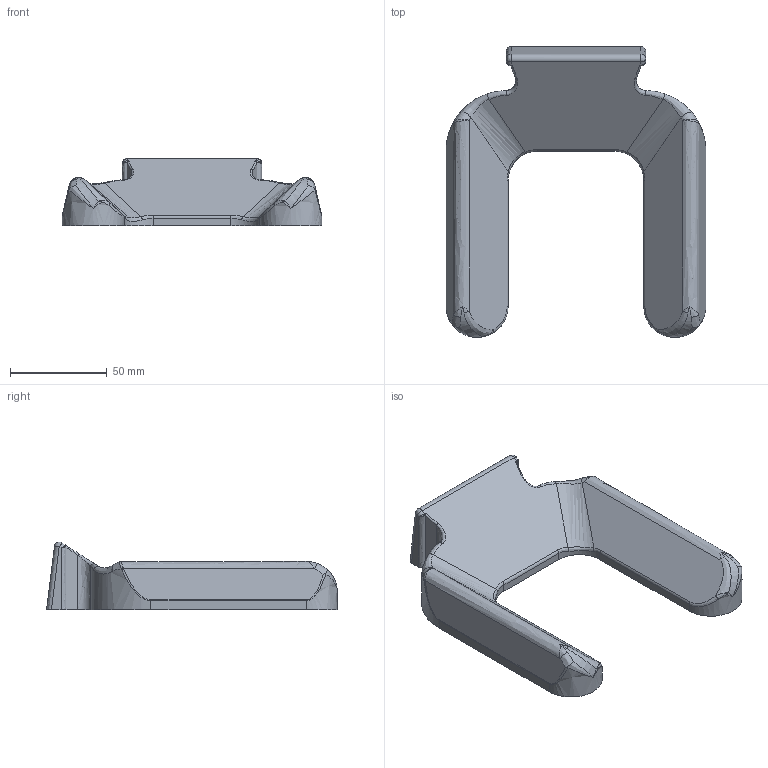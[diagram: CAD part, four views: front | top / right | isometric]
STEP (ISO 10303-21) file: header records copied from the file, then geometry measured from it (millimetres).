
FILE_DESCRIPTION((''),'2;1');
FILE_NAME('','2008-04-30T14:29:53',(''),(''),'','CADfix','');
FILE_SCHEMA(('AUTOMOTIVE_DESIGN { 1 0 10303 214 1 1 1 1 }'));
Length unit declared in the file: millimetre
Bounding box: 134 x 150 x 35 mm (x, y, z)
Volume: 130644.1 mm3; surface area: 67808.3 mm2
Topology: 1 solids, 1 shells, 358 faces, 892 edges, 562 vertices
Faces by surface type: bspline 358
Entity records: 14608 total; most frequent: CARTESIAN_POINT 9305, ORIENTED_EDGE 1752, EDGE_CURVE 876, QUASI_UNIFORM_CURVE 570, VERTEX_POINT 562, EDGE_LOOP 400, FACE_OUTER_BOUND 358, ADVANCED_FACE 358
